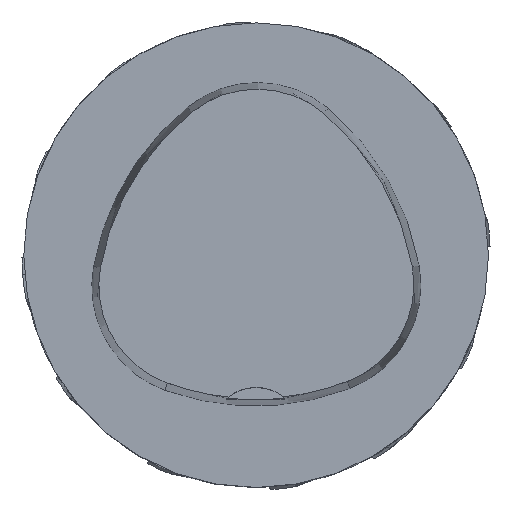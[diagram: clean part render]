
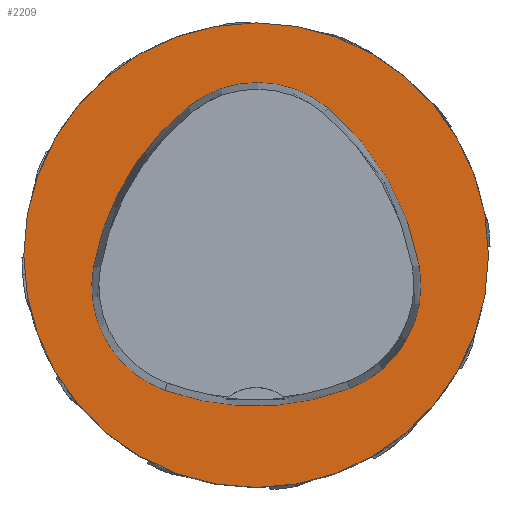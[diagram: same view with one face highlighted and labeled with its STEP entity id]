
A CAD part, top view. The second image highlights one B-rep face of the part: STEP entity #2209.
In plain terms, the highlighted planar face has unit normal (0, 0, 1).
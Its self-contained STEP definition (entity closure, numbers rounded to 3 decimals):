
#479=PLANE('',#8752);
#1760=FACE_BOUND('',#3069,.T.);
#1761=FACE_BOUND('',#3070,.T.);
#2209=ADVANCED_FACE('',(#1760,#1761),#479,.T.);
#3069=EDGE_LOOP('',(#4652,#4653,#4654,#4655,#4656,#4657));
#3070=EDGE_LOOP('',(#4658));
#4652=ORIENTED_EDGE('',*,*,#7392,.T.);
#4653=ORIENTED_EDGE('',*,*,#7372,.T.);
#4654=ORIENTED_EDGE('',*,*,#7376,.T.);
#4655=ORIENTED_EDGE('',*,*,#7379,.T.);
#4656=ORIENTED_EDGE('',*,*,#7382,.T.);
#4657=ORIENTED_EDGE('',*,*,#7390,.T.);
#4658=ORIENTED_EDGE('',*,*,#7363,.F.);
#6420=VERTEX_POINT('',#45348);
#6429=VERTEX_POINT('',#45367);
#6430=VERTEX_POINT('',#45368);
#6433=VERTEX_POINT('',#45376);
#6435=VERTEX_POINT('',#45382);
#6437=VERTEX_POINT('',#45388);
#6444=VERTEX_POINT('',#45409);
#7363=EDGE_CURVE('',#6420,#6420,#8208,.T.);
#7372=EDGE_CURVE('',#6429,#6430,#8209,.T.);
#7376=EDGE_CURVE('',#6430,#6433,#8211,.T.);
#7379=EDGE_CURVE('',#6433,#6435,#8213,.T.);
#7382=EDGE_CURVE('',#6435,#6437,#8215,.T.);
#7390=EDGE_CURVE('',#6437,#6444,#8219,.T.);
#7392=EDGE_CURVE('',#6444,#6429,#8221,.T.);
#8208=CIRCLE('',#8724,31.5);
#8209=CIRCLE('',#8730,36.);
#8211=CIRCLE('',#8733,15.);
#8213=CIRCLE('',#8736,36.);
#8215=CIRCLE('',#8739,15.);
#8219=CIRCLE('',#8744,36.);
#8221=CIRCLE('',#8747,15.);
#8724=AXIS2_PLACEMENT_3D('',#45347,#9995,#9996);
#8730=AXIS2_PLACEMENT_3D('',#45366,#10011,#10012);
#8733=AXIS2_PLACEMENT_3D('',#45375,#10019,#10020);
#8736=AXIS2_PLACEMENT_3D('',#45381,#10026,#10027);
#8739=AXIS2_PLACEMENT_3D('',#45387,#10033,#10034);
#8744=AXIS2_PLACEMENT_3D('',#45410,#10045,#10046);
#8747=AXIS2_PLACEMENT_3D('',#45413,#10051,#10052);
#8752=AXIS2_PLACEMENT_3D('',#45418,#10061,#10062);
#9995=DIRECTION('',(0.,0.,-1.));
#9996=DIRECTION('',(-1.,0.,0.));
#10011=DIRECTION('',(0.,0.,-1.));
#10012=DIRECTION('',(-1.,0.,0.));
#10019=DIRECTION('',(0.,0.,-1.));
#10020=DIRECTION('',(-1.,0.,0.));
#10026=DIRECTION('',(0.,0.,-1.));
#10027=DIRECTION('',(-1.,0.,0.));
#10033=DIRECTION('',(0.,0.,-1.));
#10034=DIRECTION('',(-1.,0.,0.));
#10045=DIRECTION('',(0.,0.,-1.));
#10046=DIRECTION('',(-1.,0.,0.));
#10051=DIRECTION('',(0.,0.,-1.));
#10052=DIRECTION('',(-1.,0.,0.));
#10061=DIRECTION('',(0.,0.,1.));
#10062=DIRECTION('',(1.,0.,0.));
#45347=CARTESIAN_POINT('',(0.,0.,0.));
#45348=CARTESIAN_POINT('',(-31.5,0.,0.));
#45366=CARTESIAN_POINT('',(13.398,-7.893,0.));
#45367=CARTESIAN_POINT('',(-22.041,-1.562,0.));
#45368=CARTESIAN_POINT('',(-9.317,20.036,0.));
#45375=CARTESIAN_POINT('',(0.148,8.399,0.));
#45376=CARTESIAN_POINT('',(9.779,19.898,0.));
#45381=CARTESIAN_POINT('',(-13.337,-7.7,0.));
#45382=CARTESIAN_POINT('',(22.122,-1.48,0.));
#45387=CARTESIAN_POINT('',(7.347,-4.071,0.));
#45388=CARTESIAN_POINT('',(12.693,-18.087,0.));
#45409=CARTESIAN_POINT('',(-12.373,-18.307,0.));
#45410=CARTESIAN_POINT('',(-0.137,15.55,0.));
#45413=CARTESIAN_POINT('',(-7.275,-4.2,0.));
#45418=CARTESIAN_POINT('',(0.,0.,0.));
